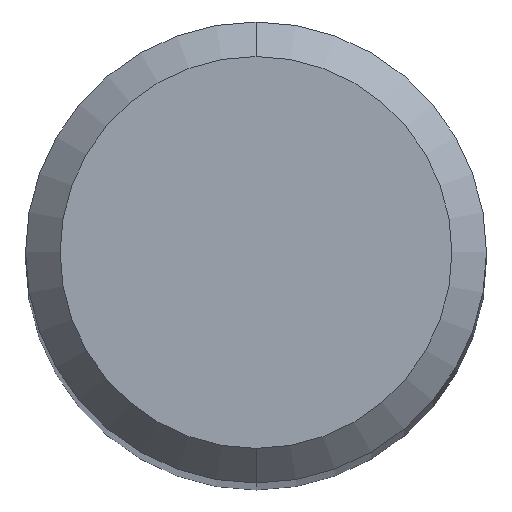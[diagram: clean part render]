
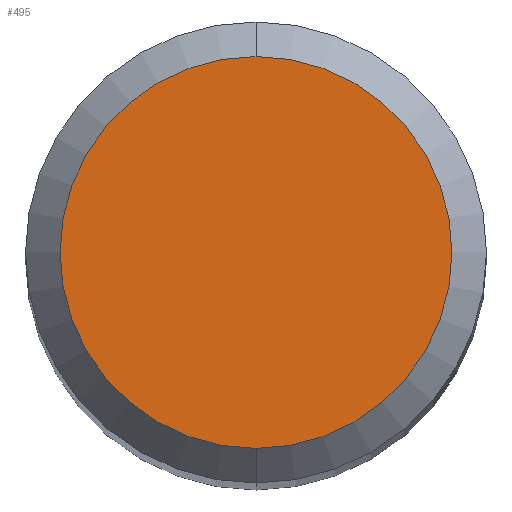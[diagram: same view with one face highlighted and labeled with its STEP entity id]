
A CAD part, top view. The second image highlights one B-rep face of the part: STEP entity #495.
In plain terms, the highlighted planar face has unit normal (0, 0, 1).
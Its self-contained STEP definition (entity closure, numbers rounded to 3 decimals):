
#463=EDGE_CURVE('',#929,#523,#1139,.T.);
#495=ADVANCED_FACE('',(#1174),#1175,.T.);
#523=VERTEX_POINT('',#1203);
#851=EDGE_CURVE('',#523,#929,#1560,.T.);
#929=VERTEX_POINT('',#1645);
#1139=CIRCLE('',#2140,1.7);
#1174=FACE_OUTER_BOUND('',#2214,.T.);
#1175=PLANE('',#2215);
#1203=CARTESIAN_POINT('',(0.0,1.7,0.0));
#1560=CIRCLE('',#3911,1.7);
#1645=CARTESIAN_POINT('',(0.,-1.7,0.0));
#2140=AXIS2_PLACEMENT_3D('',#4655,#4656,#4657);
#2214=EDGE_LOOP('',(#4711,#4712));
#2215=AXIS2_PLACEMENT_3D('',#4713,#4714,#4715);
#3911=AXIS2_PLACEMENT_3D('',#5136,#5137,#5138);
#4655=CARTESIAN_POINT('',(0.0,0.0,0.0));
#4656=DIRECTION('',(0.0,0.0,-1.0));
#4657=DIRECTION('',(0.0,1.0,0.0));
#4711=ORIENTED_EDGE('',*,*,#851,.F.);
#4712=ORIENTED_EDGE('',*,*,#463,.F.);
#4713=CARTESIAN_POINT('',(0.0,0.85,0.0));
#4714=DIRECTION('',(-0.0,0.0,1.0));
#4715=DIRECTION('',(0.0,-1.0,0.0));
#5136=CARTESIAN_POINT('',(0.0,0.0,0.0));
#5137=DIRECTION('',(0.0,0.0,-1.0));
#5138=DIRECTION('',(0.0,1.0,0.0));
